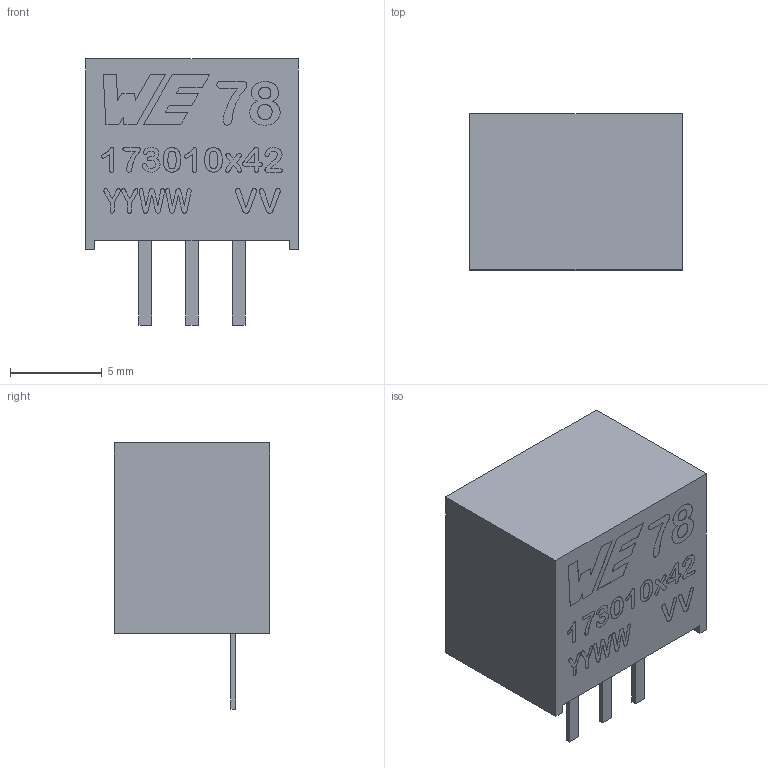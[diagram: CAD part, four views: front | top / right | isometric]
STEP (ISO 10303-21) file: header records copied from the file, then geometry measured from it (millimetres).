
FILE_DESCRIPTION(/* description */ ('Unknown'),/* implementation_level */ '2;1');
FILE_NAME(/* name */ 'U_Wurth_MagIC-FDSM_173010x42',/* time_stamp */ '2025-01-06T16:12:52+08:00',/* author */ ('Unknown'),/* organization */ ('Unknown'),/* preprocessor_version */ 'ST-DEVELOPER v19.4',/* originating_system */ 'Solid Edge',/* authorisation */ 'Unknown');
FILE_SCHEMA (('AUTOMOTIVE_DESIGN {1 0 10303 214 3 1 1}'));
Products named in the file (1): STP_173010342 (rev1)
Bounding box: 11.6 x 8.5 x 14.5 mm (x, y, z)
Volume: 982.6 mm3; surface area: 640.7 mm2
Topology: 1 solids, 1 shells, 2025 faces, 5988 edges, 3992 vertices
Faces by surface type: plane 2025
Entity records: 80362 total; most frequent: CARTESIAN_POINT 12006, ORIENTED_EDGE 11976, DIRECTION 10040, EDGE_CURVE 5988, LINE 5988, VECTOR 5988, VERTEX_POINT 3992, EDGE_LOOP 2052
